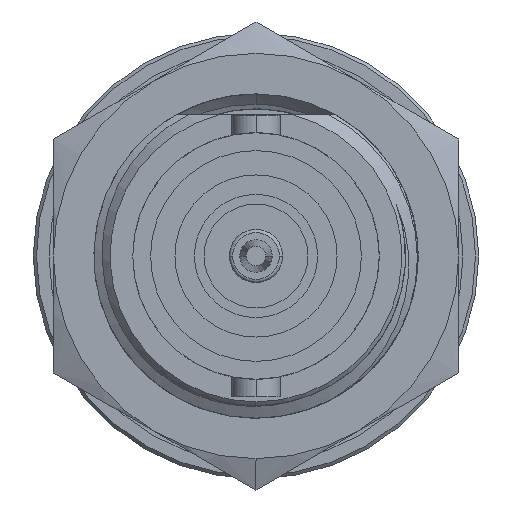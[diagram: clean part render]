
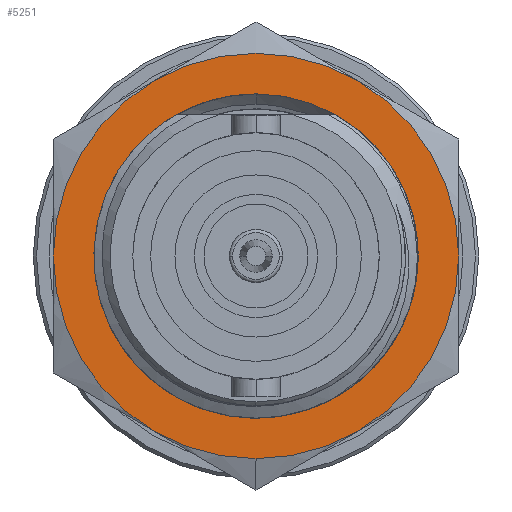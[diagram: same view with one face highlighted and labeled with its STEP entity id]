
A CAD part, left-side view. The second image highlights one B-rep face of the part: STEP entity #5251.
In plain terms, the highlighted planar face has unit normal (-1, 0, 0).
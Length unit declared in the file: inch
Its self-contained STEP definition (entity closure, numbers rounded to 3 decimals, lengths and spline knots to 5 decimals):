
#108 = ORIENTED_EDGE ( 'NONE', *, *, #12306, .T. ) ;
#130 = EDGE_CURVE ( 'NONE', #2453, #19332, #15107, .T. ) ;
#169 = CARTESIAN_POINT ( 'NONE',  ( 0.486, 0., 0. ) ) ;
#327 = DIRECTION ( 'NONE',  ( 1., 0., 0. ) ) ;
#384 = VERTEX_POINT ( 'NONE', #12868 ) ;
#942 = CIRCLE ( 'NONE', #10454, 0.3125 ) ;
#1153 = CARTESIAN_POINT ( 'NONE',  ( 0.486, 0., 0. ) ) ;
#1265 = ORIENTED_EDGE ( 'NONE', *, *, #20170, .T. ) ;
#1417 = EDGE_CURVE ( 'NONE', #11942, #384, #22653, .T. ) ;
#1734 = CARTESIAN_POINT ( 'NONE',  ( 0.486, -0.3125, 0. ) ) ;
#1970 = CARTESIAN_POINT ( 'NONE',  ( 0.486, 0., -0.3125 ) ) ;
#2017 = CARTESIAN_POINT ( 'NONE',  ( 0.486, -0.14996, -0.20003 ) ) ;
#2453 = VERTEX_POINT ( 'NONE', #1734 ) ;
#2685 = CARTESIAN_POINT ( 'NONE',  ( 0.486, 0., 0. ) ) ;
#2793 = DIRECTION ( 'NONE',  ( -1., 0., 0. ) ) ;
#3055 = AXIS2_PLACEMENT_3D ( 'NONE', #16382, #11074, #14690 ) ;
#3652 = CIRCLE ( 'NONE', #7197, 0.3125 ) ;
#3795 = AXIS2_PLACEMENT_3D ( 'NONE', #16144, #17872, #12292 ) ;
#3928 = FACE_OUTER_BOUND ( 'NONE', #14337, .T. ) ;
#4561 = DIRECTION ( 'NONE',  ( -1., 0., 0. ) ) ;
#4654 = ORIENTED_EDGE ( 'NONE', *, *, #23563, .T. ) ;
#4813 = CARTESIAN_POINT ( 'NONE',  ( 0.486, 0.15625, 0.27063 ) ) ;
#5193 = DIRECTION ( 'NONE',  ( -1., 0., 0. ) ) ;
#5251 = ADVANCED_FACE ( 'NONE', ( #19107, #3928 ), #19799, .F. ) ;
#5294 = EDGE_CURVE ( 'NONE', #17516, #7598, #3652, .T. ) ;
#5597 = DIRECTION ( 'NONE',  ( -1., 0., 0. ) ) ;
#6061 = DIRECTION ( 'NONE',  ( 0., 0., -1. ) ) ;
#6139 = CARTESIAN_POINT ( 'NONE',  ( 0.486, 0., 0. ) ) ;
#6167 = ORIENTED_EDGE ( 'NONE', *, *, #1417, .T. ) ;
#6223 = AXIS2_PLACEMENT_3D ( 'NONE', #15018, #5597, #20537 ) ;
#6310 = AXIS2_PLACEMENT_3D ( 'NONE', #169, #327, #22477 ) ;
#6855 = AXIS2_PLACEMENT_3D ( 'NONE', #21690, #2793, #10504 ) ;
#6870 = CIRCLE ( 'NONE', #12074, 0.25 ) ;
#6938 = ORIENTED_EDGE ( 'NONE', *, *, #23415, .T. ) ;
#7197 = AXIS2_PLACEMENT_3D ( 'NONE', #23963, #5193, #12784 ) ;
#7598 = VERTEX_POINT ( 'NONE', #13451 ) ;
#8037 = EDGE_CURVE ( 'NONE', #12331, #7598, #23736, .T. ) ;
#9120 = EDGE_LOOP ( 'NONE', ( #4654, #1265 ) ) ;
#9721 = ORIENTED_EDGE ( 'NONE', *, *, #5294, .T. ) ;
#10258 = VERTEX_POINT ( 'NONE', #2017 ) ;
#10454 = AXIS2_PLACEMENT_3D ( 'NONE', #6139, #19289, #6061 ) ;
#10504 = DIRECTION ( 'NONE',  ( 0., 0., -1. ) ) ;
#10883 = DIRECTION ( 'NONE',  ( 1., 0., 0. ) ) ;
#11074 = DIRECTION ( 'NONE',  ( -1., 0., 0. ) ) ;
#11716 = ORIENTED_EDGE ( 'NONE', *, *, #130, .T. ) ;
#11754 = ORIENTED_EDGE ( 'NONE', *, *, #13817, .T. ) ;
#11942 = VERTEX_POINT ( 'NONE', #1970 ) ;
#12074 = AXIS2_PLACEMENT_3D ( 'NONE', #1153, #16054, #21741 ) ;
#12292 = DIRECTION ( 'NONE',  ( 0., 0., -1. ) ) ;
#12306 = EDGE_CURVE ( 'NONE', #12331, #11942, #14970, .T. ) ;
#12331 = VERTEX_POINT ( 'NONE', #21776 ) ;
#12510 = CARTESIAN_POINT ( 'NONE',  ( 0.486, -0.24748, -0.03541 ) ) ;
#12784 = DIRECTION ( 'NONE',  ( 0., 0., -1. ) ) ;
#12868 = CARTESIAN_POINT ( 'NONE',  ( 0.486, -0.15625, -0.27063 ) ) ;
#13273 = CIRCLE ( 'NONE', #6310, 0.25 ) ;
#13451 = CARTESIAN_POINT ( 'NONE',  ( 0.486, 0.3125, 0. ) ) ;
#13611 = CARTESIAN_POINT ( 'NONE',  ( 0.486, -0.15625, 0.27063 ) ) ;
#13817 = EDGE_CURVE ( 'NONE', #384, #2453, #942, .T. ) ;
#14337 = EDGE_LOOP ( 'NONE', ( #108, #6167, #11754, #11716, #6938, #9721, #20602 ) ) ;
#14360 = VERTEX_POINT ( 'NONE', #12510 ) ;
#14690 = DIRECTION ( 'NONE',  ( 0., 0., -1. ) ) ;
#14970 = CIRCLE ( 'NONE', #6855, 0.3125 ) ;
#15018 = CARTESIAN_POINT ( 'NONE',  ( 0.486, 0., 0. ) ) ;
#15107 = CIRCLE ( 'NONE', #18310, 0.3125 ) ;
#16054 = DIRECTION ( 'NONE',  ( 1., 0., 0. ) ) ;
#16144 = CARTESIAN_POINT ( 'NONE',  ( 0.486, 0., 0. ) ) ;
#16382 = CARTESIAN_POINT ( 'NONE',  ( 0.486, 0., 0. ) ) ;
#17516 = VERTEX_POINT ( 'NONE', #4813 ) ;
#17872 = DIRECTION ( 'NONE',  ( 1., 0., 0. ) ) ;
#18310 = AXIS2_PLACEMENT_3D ( 'NONE', #2685, #4561, #19478 ) ;
#19107 = FACE_BOUND ( 'NONE', #9120, .T. ) ;
#19289 = DIRECTION ( 'NONE',  ( -1., 0., 0. ) ) ;
#19332 = VERTEX_POINT ( 'NONE', #13611 ) ;
#19478 = DIRECTION ( 'NONE',  ( 0., 0., -1. ) ) ;
#19686 = CIRCLE ( 'NONE', #3055, 0.3125 ) ;
#19799 = PLANE ( 'NONE',  #3795 ) ;
#20170 = EDGE_CURVE ( 'NONE', #14360, #10258, #6870, .T. ) ;
#20271 = CARTESIAN_POINT ( 'NONE',  ( 0.486, 0., 0. ) ) ;
#20537 = DIRECTION ( 'NONE',  ( 0., 0., -1. ) ) ;
#20602 = ORIENTED_EDGE ( 'NONE', *, *, #8037, .F. ) ;
#21591 = AXIS2_PLACEMENT_3D ( 'NONE', #20271, #10883, #23951 ) ;
#21690 = CARTESIAN_POINT ( 'NONE',  ( 0.486, 0., 0. ) ) ;
#21741 = DIRECTION ( 'NONE',  ( 0., 0., -1. ) ) ;
#21776 = CARTESIAN_POINT ( 'NONE',  ( 0.486, 0.15625, -0.27063 ) ) ;
#22477 = DIRECTION ( 'NONE',  ( 0., 0., -1. ) ) ;
#22653 = CIRCLE ( 'NONE', #6223, 0.3125 ) ;
#23415 = EDGE_CURVE ( 'NONE', #19332, #17516, #19686, .T. ) ;
#23563 = EDGE_CURVE ( 'NONE', #10258, #14360, #13273, .T. ) ;
#23736 = CIRCLE ( 'NONE', #21591, 0.3125 ) ;
#23951 = DIRECTION ( 'NONE',  ( 0., 0., -1. ) ) ;
#23963 = CARTESIAN_POINT ( 'NONE',  ( 0.486, 0., 0. ) ) ;
